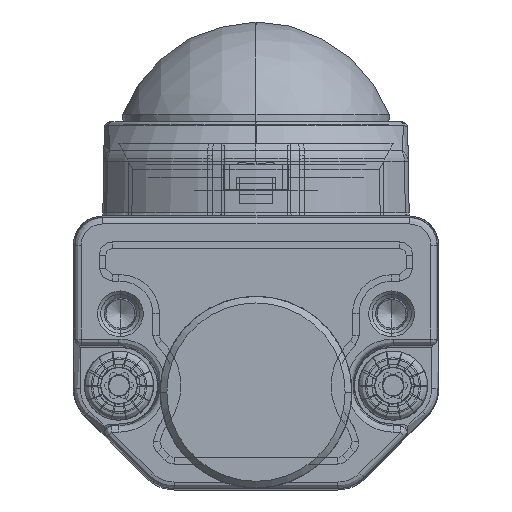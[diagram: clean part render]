
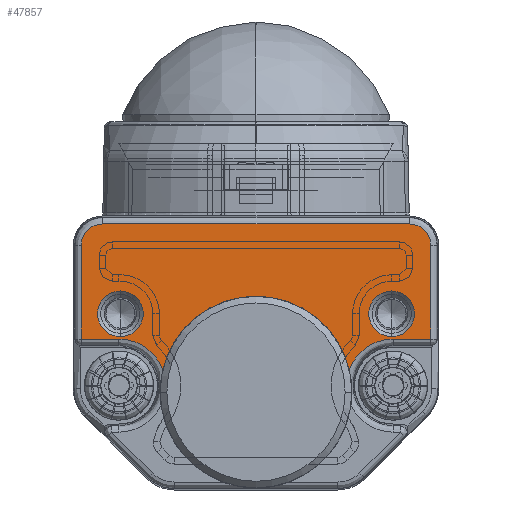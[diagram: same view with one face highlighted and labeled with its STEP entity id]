
A CAD part, left-side view. The second image highlights one B-rep face of the part: STEP entity #47857.
In plain terms, the highlighted face is planar.
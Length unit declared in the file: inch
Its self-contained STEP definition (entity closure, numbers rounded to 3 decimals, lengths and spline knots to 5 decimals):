
#44552=CARTESIAN_POINT('',(13.,8.,10.5));
#44553=DIRECTION('',(-1.,0.,0.));
#44554=DIRECTION('',(0.,1.,0.));
#44555=AXIS2_PLACEMENT_3D('',#44552,#44553,#44554);
#44557=DIRECTION('',(0.,0.,-1.));
#44558=VECTOR('',#44557,2.8909);
#44559=CARTESIAN_POINT('',(13.,11.56353,13.3909));
#44560=LINE('',#44559,#44558);
#44561=DIRECTION('',(0.,-1.,0.));
#44562=VECTOR('',#44561,7.18647);
#44563=CARTESIAN_POINT('',(13.,18.75,13.3909));
#44564=LINE('',#44563,#44562);
#44565=CARTESIAN_POINT('',(13.,18.75,11.75));
#44566=DIRECTION('',(1.,0.,0.));
#44567=DIRECTION('',(0.,1.,0.));
#44568=AXIS2_PLACEMENT_3D('',#44565,#44566,#44567);
#44570=DIRECTION('',(0.,0.,1.));
#44571=VECTOR('',#44570,23.5);
#44572=CARTESIAN_POINT('',(13.,20.3909,-11.75));
#44573=LINE('',#44572,#44571);
#44574=CARTESIAN_POINT('',(13.,18.75,-11.75));
#44575=DIRECTION('',(1.,0.,0.));
#44576=DIRECTION('',(0.,0.,-1.));
#44577=AXIS2_PLACEMENT_3D('',#44574,#44575,#44576);
#44579=DIRECTION('',(0.,1.,0.));
#44580=VECTOR('',#44579,7.18647);
#44581=CARTESIAN_POINT('',(13.,11.56353,-13.3909));
#44582=LINE('',#44581,#44580);
#44583=DIRECTION('',(0.,0.,-1.));
#44584=VECTOR('',#44583,2.8909);
#44585=CARTESIAN_POINT('',(13.,11.56353,-10.5));
#44586=LINE('',#44585,#44584);
#44587=CARTESIAN_POINT('',(13.,8.,-10.5));
#44588=DIRECTION('',(-1.,0.,0.));
#44589=DIRECTION('',(0.,0.34,0.941));
#44590=AXIS2_PLACEMENT_3D('',#44587,#44588,#44589);
#44592=CARTESIAN_POINT('',(13.,7.5,0.));
#44593=DIRECTION('',(1.,0.,0.));
#44594=DIRECTION('',(0.,0.233,-0.973));
#44595=AXIS2_PLACEMENT_3D('',#44592,#44593,#44594);
#44651=CARTESIAN_POINT('',(13.,13.5,-10.3923));
#44652=DIRECTION('',(-1.,0.,0.));
#44653=DIRECTION('',(0.,1.,0.));
#44654=AXIS2_PLACEMENT_3D('',#44651,#44652,#44653);
#44656=CARTESIAN_POINT('',(13.,13.5,-10.3923));
#44657=DIRECTION('',(-1.,0.,0.));
#44658=DIRECTION('',(0.,-1.,0.));
#44659=AXIS2_PLACEMENT_3D('',#44656,#44657,#44658);
#44661=CARTESIAN_POINT('',(13.,13.5,10.3923));
#44662=DIRECTION('',(-1.,0.,0.));
#44663=DIRECTION('',(0.,1.,0.));
#44664=AXIS2_PLACEMENT_3D('',#44661,#44662,#44663);
#44666=CARTESIAN_POINT('',(13.,13.5,10.3923));
#44667=DIRECTION('',(-1.,0.,0.));
#44668=DIRECTION('',(0.,-1.,0.));
#44669=AXIS2_PLACEMENT_3D('',#44666,#44667,#44668);
#45308=CARTESIAN_POINT('',(13.,20.3909,11.75));
#45309=CARTESIAN_POINT('',(13.,18.75,13.3909));
#45310=VERTEX_POINT('',#45308);
#45311=VERTEX_POINT('',#45309);
#45316=CARTESIAN_POINT('',(13.,20.3909,-11.75));
#45317=VERTEX_POINT('',#45316);
#45320=CARTESIAN_POINT('',(13.,18.75,-13.3909));
#45321=VERTEX_POINT('',#45320);
#45356=CARTESIAN_POINT('',(13.,11.56353,10.5));
#45357=CARTESIAN_POINT('',(13.,9.21015,7.14824));
#45358=VERTEX_POINT('',#45356);
#45359=VERTEX_POINT('',#45357);
#45388=CARTESIAN_POINT('',(13.,11.56353,13.3909));
#45389=VERTEX_POINT('',#45388);
#45398=CARTESIAN_POINT('',(13.,9.21015,-7.14824));
#45399=CARTESIAN_POINT('',(13.,11.56353,-10.5));
#45400=VERTEX_POINT('',#45398);
#45401=VERTEX_POINT('',#45399);
#45430=CARTESIAN_POINT('',(13.,11.56353,-13.3909));
#45431=VERTEX_POINT('',#45430);
#45630=CARTESIAN_POINT('',(13.,15.25,-10.3923));
#45631=CARTESIAN_POINT('',(13.,11.75,-10.3923));
#45632=VERTEX_POINT('',#45630);
#45633=VERTEX_POINT('',#45631);
#45634=CARTESIAN_POINT('',(13.,15.25,10.3923));
#45635=CARTESIAN_POINT('',(13.,11.75,10.3923));
#45636=VERTEX_POINT('',#45634);
#45637=VERTEX_POINT('',#45635);
#47818=CARTESIAN_POINT('',(13.,0.,0.));
#47819=DIRECTION('',(1.,0.,0.));
#47820=DIRECTION('',(0.,0.,-1.));
#47821=AXIS2_PLACEMENT_3D('',#47818,#47819,#47820);
#47822=PLANE('',#47821);
#47824=ORIENTED_EDGE('',*,*,#47823,.F.);
#47826=ORIENTED_EDGE('',*,*,#47825,.F.);
#47828=ORIENTED_EDGE('',*,*,#47827,.F.);
#47830=ORIENTED_EDGE('',*,*,#47829,.F.);
#47832=ORIENTED_EDGE('',*,*,#47831,.F.);
#47834=ORIENTED_EDGE('',*,*,#47833,.F.);
#47836=ORIENTED_EDGE('',*,*,#47835,.F.);
#47838=ORIENTED_EDGE('',*,*,#47837,.F.);
#47840=ORIENTED_EDGE('',*,*,#47839,.F.);
#47842=ORIENTED_EDGE('',*,*,#47841,.T.);
#47843=EDGE_LOOP('',(#47824,#47826,#47828,#47830,#47832,#47834,#47836,#47838,
#47840,#47842));
#47844=FACE_OUTER_BOUND('',#47843,.F.);
#47846=ORIENTED_EDGE('',*,*,#47845,.F.);
#47848=ORIENTED_EDGE('',*,*,#47847,.F.);
#47849=EDGE_LOOP('',(#47846,#47848));
#47850=FACE_BOUND('',#47849,.F.);
#47852=ORIENTED_EDGE('',*,*,#47851,.F.);
#47854=ORIENTED_EDGE('',*,*,#47853,.F.);
#47855=EDGE_LOOP('',(#47852,#47854));
#47856=FACE_BOUND('',#47855,.F.);
#47857=ADVANCED_FACE('',(#47844,#47850,#47856),#47822,.T.);
#44556=CIRCLE('',#44555,3.56353);
#44569=CIRCLE('',#44568,1.6409);
#44578=CIRCLE('',#44577,1.6409);
#44591=CIRCLE('',#44590,3.56353);
#44596=CIRCLE('',#44595,7.35);
#44655=CIRCLE('',#44654,1.75);
#44660=CIRCLE('',#44659,1.75);
#44665=CIRCLE('',#44664,1.75);
#44670=CIRCLE('',#44669,1.75);
#47823=EDGE_CURVE('',#45358,#45359,#44556,.T.);
#47825=EDGE_CURVE('',#45389,#45358,#44560,.T.);
#47827=EDGE_CURVE('',#45311,#45389,#44564,.T.);
#47829=EDGE_CURVE('',#45310,#45311,#44569,.T.);
#47831=EDGE_CURVE('',#45317,#45310,#44573,.T.);
#47833=EDGE_CURVE('',#45321,#45317,#44578,.T.);
#47835=EDGE_CURVE('',#45431,#45321,#44582,.T.);
#47837=EDGE_CURVE('',#45401,#45431,#44586,.T.);
#47839=EDGE_CURVE('',#45400,#45401,#44591,.T.);
#47841=EDGE_CURVE('',#45400,#45359,#44596,.T.);
#47845=EDGE_CURVE('',#45632,#45633,#44655,.T.);
#47847=EDGE_CURVE('',#45633,#45632,#44660,.T.);
#47851=EDGE_CURVE('',#45636,#45637,#44665,.T.);
#47853=EDGE_CURVE('',#45637,#45636,#44670,.T.);
